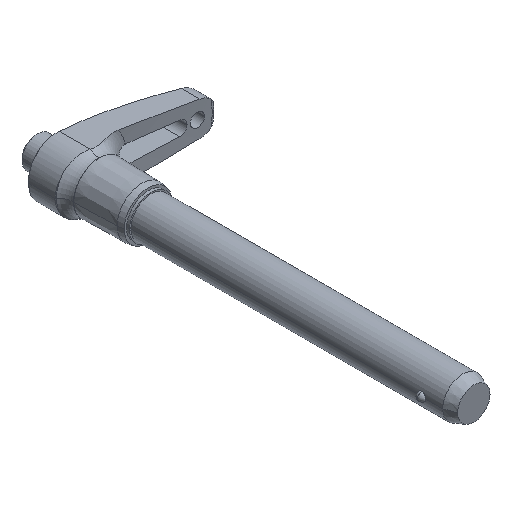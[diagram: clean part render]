
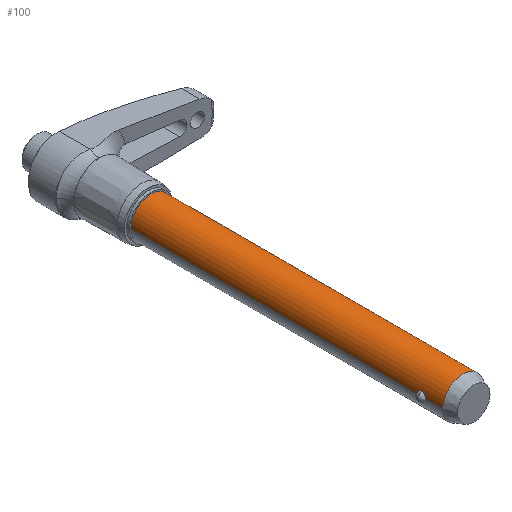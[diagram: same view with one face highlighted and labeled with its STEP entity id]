
A CAD part, isometric view. The second image highlights one B-rep face of the part: STEP entity #100.
In plain terms, the highlighted cylindrical face has radius 7.144 mm (diameter 14.287 mm), a partial arc.
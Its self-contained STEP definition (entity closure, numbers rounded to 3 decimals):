
#100=ADVANCED_FACE('',(#248),#249,.T.);
#248=FACE_OUTER_BOUND('',#446,.T.);
#249=CYLINDRICAL_SURFACE('',#447,7.144);
#446=EDGE_LOOP('',(#684,#685,#686,#687,#688,#689,#690,#691,#692,#693));
#447=AXIS2_PLACEMENT_3D('',#694,#695,#696);
#684=ORIENTED_EDGE('',*,*,#1194,.T.);
#685=ORIENTED_EDGE('',*,*,#1225,.T.);
#686=ORIENTED_EDGE('',*,*,#1226,.T.);
#687=ORIENTED_EDGE('',*,*,#1201,.T.);
#688=ORIENTED_EDGE('',*,*,#1227,.F.);
#689=ORIENTED_EDGE('',*,*,#1199,.T.);
#690=ORIENTED_EDGE('',*,*,#1228,.T.);
#691=ORIENTED_EDGE('',*,*,#1229,.T.);
#692=ORIENTED_EDGE('',*,*,#1196,.T.);
#693=ORIENTED_EDGE('',*,*,#1221,.T.);
#694=CARTESIAN_POINT('',(0.0,-57.277,0.0));
#695=DIRECTION('',(-0.0,1.0,0.0));
#696=DIRECTION('',(1.0,0.0,0.0));
#1194=EDGE_CURVE('',#1425,#1426,#1427,.T.);
#1196=EDGE_CURVE('',#1430,#1428,#1431,.T.);
#1199=EDGE_CURVE('',#1436,#1434,#1437,.T.);
#1201=EDGE_CURVE('',#1440,#1438,#1441,.T.);
#1221=EDGE_CURVE('',#1428,#1425,#1476,.T.);
#1225=EDGE_CURVE('',#1426,#1481,#1482,.T.);
#1226=EDGE_CURVE('',#1481,#1440,#1483,.T.);
#1227=EDGE_CURVE('',#1436,#1438,#1484,.T.);
#1228=EDGE_CURVE('',#1434,#1485,#1486,.T.);
#1229=EDGE_CURVE('',#1485,#1430,#1487,.T.);
#1425=VERTEX_POINT('',#1755);
#1426=VERTEX_POINT('',#1756);
#1427=LINE('',#1757,#1758);
#1428=VERTEX_POINT('',#1759);
#1430=VERTEX_POINT('',#1761);
#1431=LINE('',#1762,#1763);
#1434=VERTEX_POINT('',#1779);
#1436=VERTEX_POINT('',#1794);
#1437=LINE('',#1795,#1796);
#1438=VERTEX_POINT('',#1797);
#1440=VERTEX_POINT('',#1799);
#1441=LINE('',#1800,#1801);
#1476=CIRCLE('',#2001,7.144);
#1481=VERTEX_POINT('',#2007);
#1482=B_SPLINE_CURVE_WITH_KNOTS('',3,(#2008,#2009,#2010,#2011,#2012,#2013,#2014,#2015,#2016,#2017,#2018,#2019,#2020,#2021),.UNSPECIFIED.,.F.,.F.,(4,2,2,2,2,2,4),(2.238,2.613,2.988,3.218,3.448,3.961,4.475),.UNSPECIFIED.);
#1483=B_SPLINE_CURVE_WITH_KNOTS('',3,(#2022,#2023,#2024,#2025,#2026,#2027,#2028,#2029,#2030,#2031,#2032,#2033,#2034,#2035),.UNSPECIFIED.,.F.,.F.,(4,2,2,2,2,2,4),(4.475,4.989,5.503,5.733,5.962,6.338,6.713),.UNSPECIFIED.);
#1484=CIRCLE('',#2036,7.144);
#1485=VERTEX_POINT('',#2037);
#1486=B_SPLINE_CURVE_WITH_KNOTS('',3,(#2038,#2039,#2040,#2041,#2042,#2043,#2044,#2045,#2046,#2047,#2048,#2049,#2050,#2051),.UNSPECIFIED.,.F.,.F.,(4,2,2,2,2,2,4),(6.713,7.088,7.463,7.693,7.923,8.436,8.95),.UNSPECIFIED.);
#1487=B_SPLINE_CURVE_WITH_KNOTS('',3,(#2052,#2053,#2054,#2055,#2056,#2057,#2058,#2059,#2060,#2061,#2062,#2063,#2064,#2065),.UNSPECIFIED.,.F.,.F.,(4,2,2,2,2,2,4),(0.0,0.514,1.028,1.257,1.487,1.862,2.238),.UNSPECIFIED.);
#1755=CARTESIAN_POINT('',(7.144,-110.668,0.0));
#1756=CARTESIAN_POINT('',(7.144,-104.577,0.));
#1757=CARTESIAN_POINT('',(7.144,-57.277,0.));
#1758=VECTOR('',#2983,1.0);
#1759=CARTESIAN_POINT('',(-7.144,-110.668,0.));
#1761=CARTESIAN_POINT('',(-7.144,-104.577,0.));
#1762=CARTESIAN_POINT('',(-7.144,-57.277,0.));
#1763=VECTOR('',#2987,1.0);
#1779=CARTESIAN_POINT('',(-7.144,-101.6,0.));
#1794=CARTESIAN_POINT('',(-7.144,0.0,0.));
#1795=CARTESIAN_POINT('',(-7.144,-57.277,0.));
#1796=VECTOR('',#2988,1.0);
#1797=CARTESIAN_POINT('',(7.144,0.0,0.0));
#1799=CARTESIAN_POINT('',(7.144,-101.6,0.));
#1800=CARTESIAN_POINT('',(7.144,-57.277,0.));
#1801=VECTOR('',#2992,1.0);
#2001=AXIS2_PLACEMENT_3D('',#3001,#3002,#3003);
#2007=CARTESIAN_POINT('',(6.985,-103.088,1.5));
#2008=CARTESIAN_POINT('',(7.144,-104.577,0.));
#2009=CARTESIAN_POINT('',(7.144,-104.577,0.125));
#2010=CARTESIAN_POINT('',(7.14,-104.561,0.261));
#2011=CARTESIAN_POINT('',(7.126,-104.491,0.522));
#2012=CARTESIAN_POINT('',(7.115,-104.438,0.648));
#2013=CARTESIAN_POINT('',(7.097,-104.338,0.822));
#2014=CARTESIAN_POINT('',(7.088,-104.291,0.891));
#2015=CARTESIAN_POINT('',(7.071,-104.186,1.02));
#2016=CARTESIAN_POINT('',(7.062,-104.127,1.08));
#2017=CARTESIAN_POINT('',(7.036,-103.942,1.243));
#2018=CARTESIAN_POINT('',(7.017,-103.784,1.34));
#2019=CARTESIAN_POINT('',(6.991,-103.443,1.469));
#2020=CARTESIAN_POINT('',(6.985,-103.26,1.5));
#2021=CARTESIAN_POINT('',(6.985,-103.088,1.5));
#2022=CARTESIAN_POINT('',(6.985,-103.088,1.5));
#2023=CARTESIAN_POINT('',(6.985,-102.917,1.5));
#2024=CARTESIAN_POINT('',(6.991,-102.734,1.469));
#2025=CARTESIAN_POINT('',(7.017,-102.393,1.34));
#2026=CARTESIAN_POINT('',(7.036,-102.235,1.243));
#2027=CARTESIAN_POINT('',(7.062,-102.05,1.08));
#2028=CARTESIAN_POINT('',(7.071,-101.991,1.02));
#2029=CARTESIAN_POINT('',(7.088,-101.886,0.891));
#2030=CARTESIAN_POINT('',(7.097,-101.839,0.822));
#2031=CARTESIAN_POINT('',(7.115,-101.739,0.648));
#2032=CARTESIAN_POINT('',(7.126,-101.686,0.522));
#2033=CARTESIAN_POINT('',(7.14,-101.616,0.261));
#2034=CARTESIAN_POINT('',(7.144,-101.6,0.125));
#2035=CARTESIAN_POINT('',(7.144,-101.6,0.));
#2036=AXIS2_PLACEMENT_3D('',#3008,#3009,#3010);
#2037=CARTESIAN_POINT('',(-6.985,-103.088,1.5));
#2038=CARTESIAN_POINT('',(-7.144,-101.6,0.));
#2039=CARTESIAN_POINT('',(-7.144,-101.6,0.125));
#2040=CARTESIAN_POINT('',(-7.14,-101.616,0.261));
#2041=CARTESIAN_POINT('',(-7.126,-101.686,0.522));
#2042=CARTESIAN_POINT('',(-7.115,-101.739,0.648));
#2043=CARTESIAN_POINT('',(-7.097,-101.839,0.822));
#2044=CARTESIAN_POINT('',(-7.088,-101.886,0.891));
#2045=CARTESIAN_POINT('',(-7.071,-101.991,1.02));
#2046=CARTESIAN_POINT('',(-7.062,-102.05,1.08));
#2047=CARTESIAN_POINT('',(-7.036,-102.235,1.243));
#2048=CARTESIAN_POINT('',(-7.017,-102.393,1.34));
#2049=CARTESIAN_POINT('',(-6.991,-102.734,1.469));
#2050=CARTESIAN_POINT('',(-6.985,-102.917,1.5));
#2051=CARTESIAN_POINT('',(-6.985,-103.088,1.5));
#2052=CARTESIAN_POINT('',(-6.985,-103.088,1.5));
#2053=CARTESIAN_POINT('',(-6.985,-103.26,1.5));
#2054=CARTESIAN_POINT('',(-6.991,-103.443,1.469));
#2055=CARTESIAN_POINT('',(-7.017,-103.784,1.34));
#2056=CARTESIAN_POINT('',(-7.036,-103.942,1.243));
#2057=CARTESIAN_POINT('',(-7.062,-104.127,1.08));
#2058=CARTESIAN_POINT('',(-7.071,-104.186,1.02));
#2059=CARTESIAN_POINT('',(-7.088,-104.291,0.891));
#2060=CARTESIAN_POINT('',(-7.097,-104.338,0.822));
#2061=CARTESIAN_POINT('',(-7.115,-104.438,0.648));
#2062=CARTESIAN_POINT('',(-7.126,-104.491,0.522));
#2063=CARTESIAN_POINT('',(-7.14,-104.561,0.261));
#2064=CARTESIAN_POINT('',(-7.144,-104.577,0.125));
#2065=CARTESIAN_POINT('',(-7.144,-104.577,0.));
#2983=DIRECTION('',(0.0,1.0,0.0));
#2987=DIRECTION('',(-0.0,-1.0,-0.0));
#2988=DIRECTION('',(-0.0,-1.0,-0.0));
#2992=DIRECTION('',(0.0,1.0,0.0));
#3001=CARTESIAN_POINT('',(0.0,-110.668,0.0));
#3002=DIRECTION('',(0.,1.0,0.0));
#3003=DIRECTION('',(1.0,0.,0.0));
#3008=CARTESIAN_POINT('',(0.0,0.0,0.0));
#3009=DIRECTION('',(-0.0,1.0,0.0));
#3010=DIRECTION('',(1.0,0.0,0.0));
